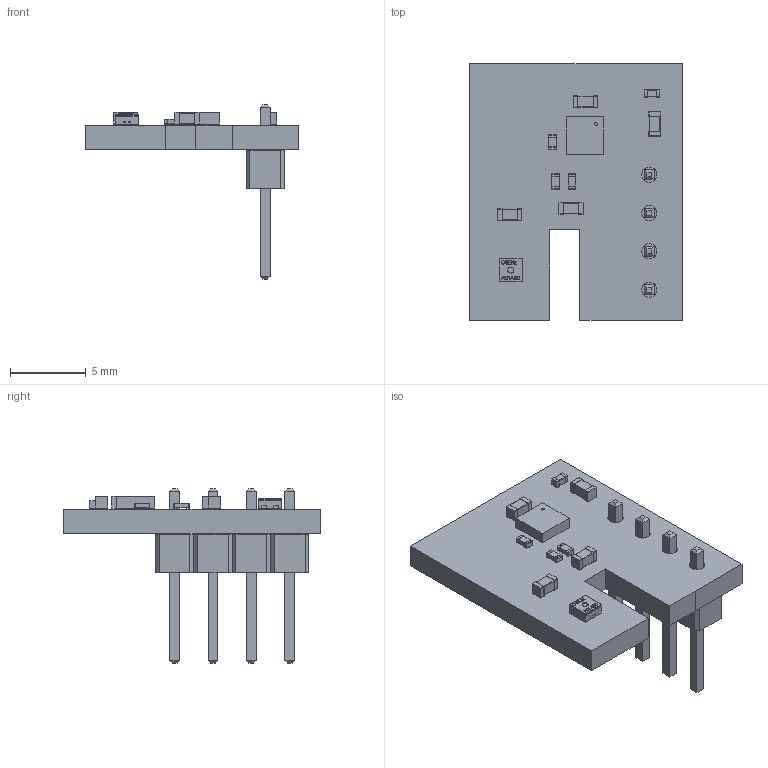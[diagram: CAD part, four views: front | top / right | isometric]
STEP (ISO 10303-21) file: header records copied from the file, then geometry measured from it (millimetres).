
FILE_DESCRIPTION(('KiCad electronic assembly'),'2;1');
FILE_NAME('I2C_Module_SHT45_BME280_small_FUEL4EP.step', '2024-02-20T09:01:15',('Pcbnew'),('Kicad'), 'Open CASCADE STEP processor 7.5','KiCad to STEP converter','Unknown' );
FILE_SCHEMA(('AUTOMOTIVE_DESIGN { 1 0 10303 214 1 1 1 1 }'));
Length unit declared in the file: millimetre
Products named in the file (14): I2C_Module_SHT45_BME280_small_FUEL4EP 1; C_0603_1608Metric; SOLID; L_0402_1005Metric; Bosch_LGA-8_2.5x2.5mm_P0.65mm_ClockwisePinNumbering; R_0402_1005Metric; SHT45-AD1F-R2; COMPOUND; PinHeader_1x04_P2.54mm_Vertical; I2C_Module_SHT45_BME280_small_FUEL4EP PCB
Assembly tree (18 placements, depth 3):
  I2C_Module_SHT45_BME280_small_FUEL4EP 1
    C_0603_1608Metric  x4
      SOLID
    L_0402_1005Metric
      SOLID
    Bosch_LGA-8_2.5x2.5mm_P0.65mm_ClockwisePinNumbering
      SOLID
    R_0402_1005Metric  x3
      SOLID
    SHT45-AD1F-R2
      COMPOUND
    PinHeader_1x04_P2.54mm_Vertical
      SOLID
    I2C_Module_SHT45_BME280_small_FUEL4EP PCB
Bounding box: 14.08 x 17 x 11.54 mm (x, y, z)
Volume: 448.4 mm3; surface area: 872.8 mm2
Topology: 20 solids, 20 shells, 619 faces, 1549 edges, 1018 vertices
Faces by surface type: plane 469, cylinder 102, bspline 48
Full cylindrical faces by diameter (mm): 0.2 x1, 1 x4
Entity records: 36816 total; most frequent: CARTESIAN_POINT 9457, DIRECTION 4266, LINE 3103, VECTOR 3103, ORIENTED_EDGE 2394, PCURVE 2394, DEFINITIONAL_REPRESENTATION 2394, EDGE_CURVE 1197
